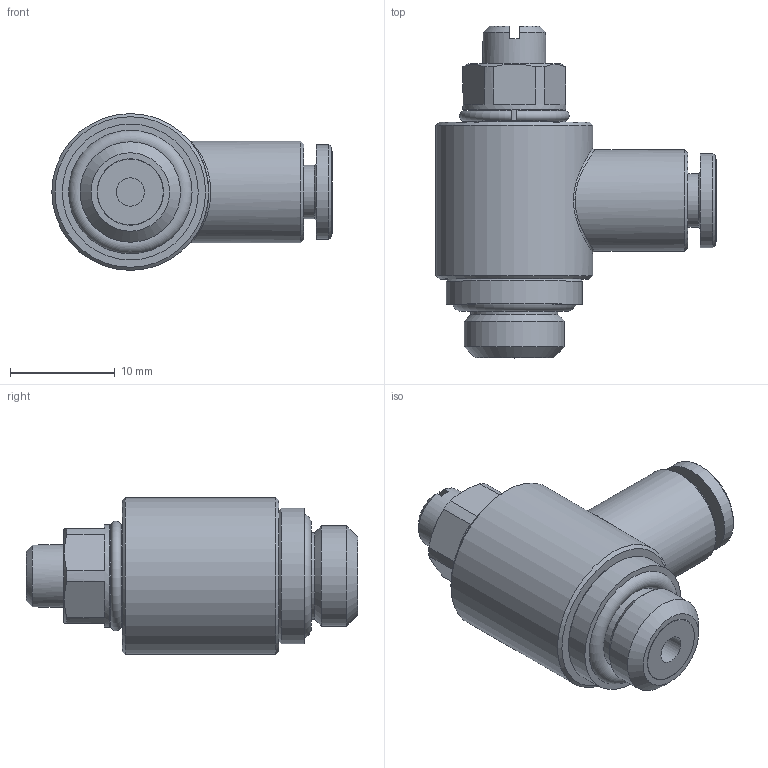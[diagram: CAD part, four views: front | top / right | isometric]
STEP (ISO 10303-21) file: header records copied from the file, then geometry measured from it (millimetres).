
FILE_DESCRIPTION( ( 'STEP AP214' ), '1' );
FILE_NAME( '04280B11.stp', '2021-04-20T07:40:31', ( 'License CC BY-ND 4.0' ), ( 'CADENAS' ), ' ', 'PARTsolutions', ' ' );
FILE_SCHEMA( ( 'AUTOMOTIVE_DESIGN { 1 0 10303 214 1 1 1 1 }' ) );
Length unit declared in the file: millimetre
Products named in the file (3): 04280B11; 008-A006-1-solid1; NONE
Assembly tree (2 placements, depth 2):
  04280B11
    008-A006-1-solid1
    NONE
Bounding box: 26.8 x 31.74 x 15 mm (x, y, z)
Volume: 4406.8 mm3; surface area: 2380.4 mm2
Topology: 2 solids, 4 shells, 233 faces, 581 edges, 387 vertices
Faces by surface type: plane 137, bspline 64, cylinder 17, cone 13, torus 2
Full cylindrical faces by diameter (mm): 2.7 x1, 4.15 x1, 5.1 x1, 6 x1, 8.3 x1, 8.75 x1, 9 x1, 9.6 x1, 9.7 x1, 9.85 x2, 13 x1, 15 x1
Entity records: 12361 total; most frequent: CARTESIAN_POINT 5444, ORIENTED_EDGE 1098, DIRECTION 802, EDGE_CURVE 549, VERTEX_POINT 381, LINE 342, VECTOR 342, EDGE_LOOP 290
